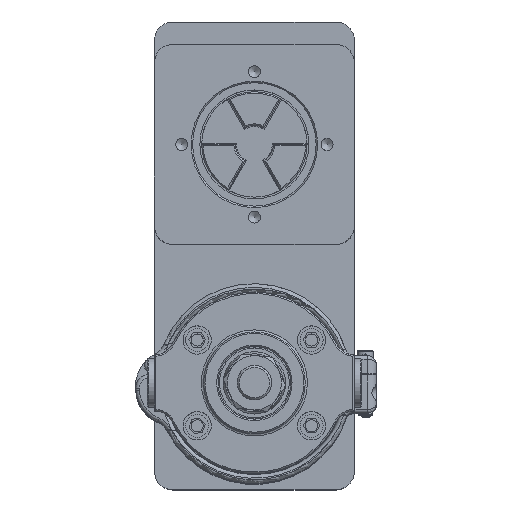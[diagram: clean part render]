
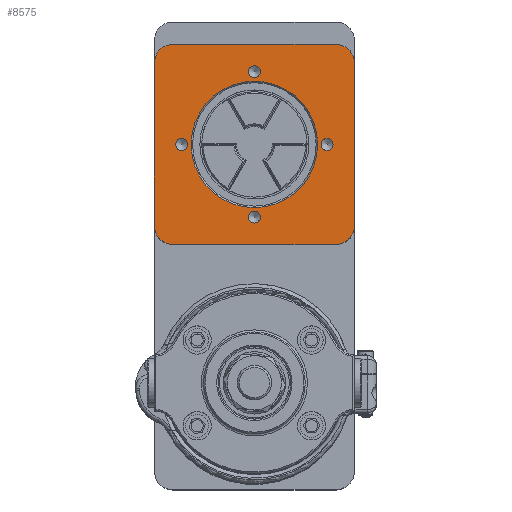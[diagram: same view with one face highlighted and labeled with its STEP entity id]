
A CAD part, top view. The second image highlights one B-rep face of the part: STEP entity #8575.
In plain terms, the highlighted planar face has unit normal (0, 0, 1).
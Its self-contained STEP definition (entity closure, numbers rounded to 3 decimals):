
#157 = CARTESIAN_POINT ( 'NONE',  ( -23.3, 0., 44.399 ) ) ;
#363 = CARTESIAN_POINT ( 'NONE',  ( 0., 25.4, 44.399 ) ) ;
#445 = FACE_BOUND ( 'NONE', #15984, .T. ) ;
#602 = ORIENTED_EDGE ( 'NONE', *, *, #3986, .F. ) ;
#812 = FACE_BOUND ( 'NONE', #2756, .T. ) ;
#837 = EDGE_CURVE ( 'NONE', #1193, #10726, #21049, .T. ) ;
#1019 = VECTOR ( 'NONE', #3485, 1000. ) ;
#1032 = CARTESIAN_POINT ( 'NONE',  ( 28.575, -28.575, 44.399 ) ) ;
#1193 = VERTEX_POINT ( 'NONE', #17794 ) ;
#1663 = EDGE_CURVE ( 'NONE', #10726, #24008, #19569, .T. ) ;
#1721 = DIRECTION ( 'NONE',  ( 0., 0., 1. ) ) ;
#1791 = DIRECTION ( 'NONE',  ( 0., 0., 1. ) ) ;
#1912 = DIRECTION ( 'NONE',  ( -1., 0., 0. ) ) ;
#2115 = CARTESIAN_POINT ( 'NONE',  ( 28.575, 28.575, 44.399 ) ) ;
#2285 = CARTESIAN_POINT ( 'NONE',  ( -34.925, 34.925, 44.399 ) ) ;
#2307 = CIRCLE ( 'NONE', #24668, 2.1 ) ;
#2383 = CIRCLE ( 'NONE', #21544, 2.1 ) ;
#2403 = ORIENTED_EDGE ( 'NONE', *, *, #14600, .T. ) ;
#2756 = EDGE_LOOP ( 'NONE', ( #11929 ) ) ;
#2921 = DIRECTION ( 'NONE',  ( 1., 0., 0. ) ) ;
#3047 = CARTESIAN_POINT ( 'NONE',  ( 0., -25.4, 44.399 ) ) ;
#3370 = AXIS2_PLACEMENT_3D ( 'NONE', #13811, #23309, #13692 ) ;
#3485 = DIRECTION ( 'NONE',  ( 1., 0., 0. ) ) ;
#3607 = LINE ( 'NONE', #12887, #1019 ) ;
#3684 = VERTEX_POINT ( 'NONE', #13337 ) ;
#3986 = EDGE_CURVE ( 'NONE', #3684, #3684, #14169, .T. ) ;
#4058 = CARTESIAN_POINT ( 'NONE',  ( 2.1, 25.4, 44.399 ) ) ;
#4404 = EDGE_CURVE ( 'NONE', #24008, #21431, #14894, .T. ) ;
#4436 = EDGE_CURVE ( 'NONE', #23759, #15364, #3607, .T. ) ;
#4498 = EDGE_CURVE ( 'NONE', #15346, #15346, #11378, .T. ) ;
#4593 = ORIENTED_EDGE ( 'NONE', *, *, #21601, .F. ) ;
#4597 = CIRCLE ( 'NONE', #13419, 6.35 ) ;
#4607 = AXIS2_PLACEMENT_3D ( 'NONE', #363, #11982, #14002 ) ;
#4667 = CARTESIAN_POINT ( 'NONE',  ( -28.575, -34.925, 44.399 ) ) ;
#4671 = ORIENTED_EDGE ( 'NONE', *, *, #1663, .T. ) ;
#4714 = AXIS2_PLACEMENT_3D ( 'NONE', #10053, #14081, #21679 ) ;
#5046 = ORIENTED_EDGE ( 'NONE', *, *, #19943, .T. ) ;
#5108 = DIRECTION ( 'NONE',  ( 0., -1., 0. ) ) ;
#5126 = CARTESIAN_POINT ( 'NONE',  ( -22.098, 0., 44.399 ) ) ;
#5643 = ORIENTED_EDGE ( 'NONE', *, *, #4498, .F. ) ;
#5902 = ORIENTED_EDGE ( 'NONE', *, *, #4404, .T. ) ;
#6095 = DIRECTION ( 'NONE',  ( 0., 0., 1. ) ) ;
#6629 = EDGE_CURVE ( 'NONE', #16815, #1193, #4597, .T. ) ;
#6804 = LINE ( 'NONE', #10082, #22275 ) ;
#6913 = EDGE_LOOP ( 'NONE', ( #10014 ) ) ;
#6978 = VERTEX_POINT ( 'NONE', #5126 ) ;
#7303 = ORIENTED_EDGE ( 'NONE', *, *, #20637, .T. ) ;
#7624 = VERTEX_POINT ( 'NONE', #157 ) ;
#8048 = ORIENTED_EDGE ( 'NONE', *, *, #4436, .T. ) ;
#8163 = VECTOR ( 'NONE', #5108, 1000. ) ;
#8349 = DIRECTION ( 'NONE',  ( 0., 0., -1. ) ) ;
#8378 = DIRECTION ( 'NONE',  ( 0., 0., 1. ) ) ;
#8419 = FACE_BOUND ( 'NONE', #12510, .T. ) ;
#8575 = ADVANCED_FACE ( 'NONE', ( #812, #445, #8419, #15969, #19438, #13966 ), #12333, .F. ) ;
#9013 = DIRECTION ( 'NONE',  ( -1., 0., 0. ) ) ;
#9058 = ORIENTED_EDGE ( 'NONE', *, *, #6629, .T. ) ;
#9546 = DIRECTION ( 'NONE',  ( -1., 0., 0. ) ) ;
#9649 = CARTESIAN_POINT ( 'NONE',  ( -34.925, 28.575, 44.399 ) ) ;
#9719 = AXIS2_PLACEMENT_3D ( 'NONE', #23895, #8378, #10508 ) ;
#10014 = ORIENTED_EDGE ( 'NONE', *, *, #18137, .T. ) ;
#10053 = CARTESIAN_POINT ( 'NONE',  ( 0., 0., 44.399 ) ) ;
#10082 = CARTESIAN_POINT ( 'NONE',  ( 34.925, -34.925, 44.399 ) ) ;
#10105 = DIRECTION ( 'NONE',  ( -1., 0., 0. ) ) ;
#10508 = DIRECTION ( 'NONE',  ( -1., 0., 0. ) ) ;
#10726 = VERTEX_POINT ( 'NONE', #14964 ) ;
#10844 = CARTESIAN_POINT ( 'NONE',  ( -28.575, 28.575, 44.399 ) ) ;
#11234 = CARTESIAN_POINT ( 'NONE',  ( -34.925, -34.925, 44.399 ) ) ;
#11378 = CIRCLE ( 'NONE', #4607, 2.1 ) ;
#11563 = EDGE_CURVE ( 'NONE', #7624, #7624, #2383, .T. ) ;
#11631 = VECTOR ( 'NONE', #9546, 1000. ) ;
#11929 = ORIENTED_EDGE ( 'NONE', *, *, #11563, .F. ) ;
#11982 = DIRECTION ( 'NONE',  ( 0., 0., 1. ) ) ;
#12333 = PLANE ( 'NONE',  #4714 ) ;
#12473 = EDGE_LOOP ( 'NONE', ( #5902, #2403, #8048, #7303, #5046, #9058, #18727, #4671 ) ) ;
#12510 = EDGE_LOOP ( 'NONE', ( #5643 ) ) ;
#12887 = CARTESIAN_POINT ( 'NONE',  ( -34.925, -34.925, 44.399 ) ) ;
#13077 = AXIS2_PLACEMENT_3D ( 'NONE', #1032, #22049, #9013 ) ;
#13337 = CARTESIAN_POINT ( 'NONE',  ( 27.5, 0., 44.399 ) ) ;
#13419 = AXIS2_PLACEMENT_3D ( 'NONE', #2115, #6095, #13769 ) ;
#13692 = DIRECTION ( 'NONE',  ( 1., 0., 0. ) ) ;
#13769 = DIRECTION ( 'NONE',  ( -1., 0., 0. ) ) ;
#13811 = CARTESIAN_POINT ( 'NONE',  ( 25.4, 0., 44.399 ) ) ;
#13966 = FACE_OUTER_BOUND ( 'NONE', #12473, .T. ) ;
#14002 = DIRECTION ( 'NONE',  ( 1., 0., 0. ) ) ;
#14081 = DIRECTION ( 'NONE',  ( 0., 0., -1. ) ) ;
#14169 = CIRCLE ( 'NONE', #3370, 2.1 ) ;
#14600 = EDGE_CURVE ( 'NONE', #21431, #23759, #24102, .T. ) ;
#14894 = LINE ( 'NONE', #11234, #8163 ) ;
#14964 = CARTESIAN_POINT ( 'NONE',  ( -28.575, 34.925, 44.399 ) ) ;
#15346 = VERTEX_POINT ( 'NONE', #4058 ) ;
#15364 = VERTEX_POINT ( 'NONE', #15963 ) ;
#15756 = VERTEX_POINT ( 'NONE', #16311 ) ;
#15852 = AXIS2_PLACEMENT_3D ( 'NONE', #19602, #8349, #10105 ) ;
#15901 = VERTEX_POINT ( 'NONE', #23508 ) ;
#15963 = CARTESIAN_POINT ( 'NONE',  ( 28.575, -34.925, 44.399 ) ) ;
#15969 = FACE_BOUND ( 'NONE', #16190, .T. ) ;
#15984 = EDGE_LOOP ( 'NONE', ( #602 ) ) ;
#16190 = EDGE_LOOP ( 'NONE', ( #4593 ) ) ;
#16268 = CIRCLE ( 'NONE', #15852, 22.098 ) ;
#16311 = CARTESIAN_POINT ( 'NONE',  ( 34.925, -28.575, 44.399 ) ) ;
#16815 = VERTEX_POINT ( 'NONE', #24589 ) ;
#17014 = DIRECTION ( 'NONE',  ( 1., 0., 0. ) ) ;
#17794 = CARTESIAN_POINT ( 'NONE',  ( 28.575, 34.925, 44.399 ) ) ;
#17843 = CARTESIAN_POINT ( 'NONE',  ( -34.925, -28.575, 44.399 ) ) ;
#18137 = EDGE_CURVE ( 'NONE', #6978, #6978, #16268, .T. ) ;
#18653 = CIRCLE ( 'NONE', #13077, 6.35 ) ;
#18727 = ORIENTED_EDGE ( 'NONE', *, *, #837, .T. ) ;
#18868 = CARTESIAN_POINT ( 'NONE',  ( -25.4, 0., 44.399 ) ) ;
#19438 = FACE_BOUND ( 'NONE', #6913, .T. ) ;
#19569 = CIRCLE ( 'NONE', #24424, 6.35 ) ;
#19602 = CARTESIAN_POINT ( 'NONE',  ( 0., 0., 44.399 ) ) ;
#19943 = EDGE_CURVE ( 'NONE', #15756, #16815, #6804, .T. ) ;
#20637 = EDGE_CURVE ( 'NONE', #15364, #15756, #18653, .T. ) ;
#21049 = LINE ( 'NONE', #2285, #11631 ) ;
#21431 = VERTEX_POINT ( 'NONE', #17843 ) ;
#21544 = AXIS2_PLACEMENT_3D ( 'NONE', #18868, #1721, #17014 ) ;
#21601 = EDGE_CURVE ( 'NONE', #15901, #15901, #2307, .T. ) ;
#21679 = DIRECTION ( 'NONE',  ( -1., 0., 0. ) ) ;
#22049 = DIRECTION ( 'NONE',  ( 0., 0., 1. ) ) ;
#22188 = DIRECTION ( 'NONE',  ( 0., 0., 1. ) ) ;
#22275 = VECTOR ( 'NONE', #23604, 1000. ) ;
#23309 = DIRECTION ( 'NONE',  ( 0., 0., 1. ) ) ;
#23508 = CARTESIAN_POINT ( 'NONE',  ( 2.1, -25.4, 44.399 ) ) ;
#23604 = DIRECTION ( 'NONE',  ( 0., 1., 0. ) ) ;
#23759 = VERTEX_POINT ( 'NONE', #4667 ) ;
#23895 = CARTESIAN_POINT ( 'NONE',  ( -28.575, -28.575, 44.399 ) ) ;
#24008 = VERTEX_POINT ( 'NONE', #9649 ) ;
#24102 = CIRCLE ( 'NONE', #9719, 6.35 ) ;
#24424 = AXIS2_PLACEMENT_3D ( 'NONE', #10844, #1791, #1912 ) ;
#24589 = CARTESIAN_POINT ( 'NONE',  ( 34.925, 28.575, 44.399 ) ) ;
#24668 = AXIS2_PLACEMENT_3D ( 'NONE', #3047, #22188, #2921 ) ;
